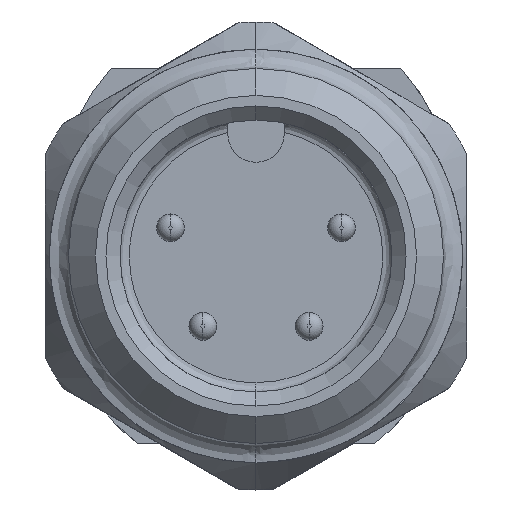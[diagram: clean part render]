
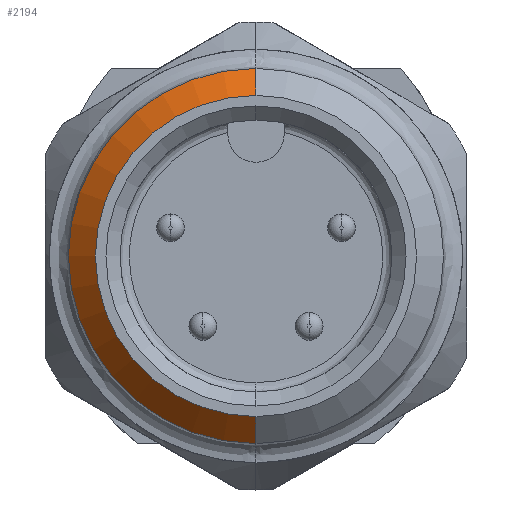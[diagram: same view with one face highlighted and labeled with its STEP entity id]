
A CAD part, left-side view. The second image highlights one B-rep face of the part: STEP entity #2194.
In plain terms, the highlighted conical face has half-angle 45 degrees and reference radius 4 mm.
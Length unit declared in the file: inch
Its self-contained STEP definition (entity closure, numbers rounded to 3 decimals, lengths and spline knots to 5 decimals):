
#81 = ORIENTED_EDGE ( 'NONE', *, *, #867, .F. ) ;
#317 = CARTESIAN_POINT ( 'NONE',  ( 0.05171, 0., 0. ) ) ;
#396 = LINE ( 'NONE', #2661, #3819 ) ;
#436 = VECTOR ( 'NONE', #1794, 39.37008 ) ;
#838 = CIRCLE ( 'NONE', #2452, 0.15748 ) ;
#867 = EDGE_CURVE ( 'NONE', #1965, #2938, #838, .T. ) ;
#912 = DIRECTION ( 'NONE',  ( 1., 0., 0. ) ) ;
#940 = DIRECTION ( 'NONE',  ( 0., 0., -1. ) ) ;
#1000 = ORIENTED_EDGE ( 'NONE', *, *, #2161, .F. ) ;
#1089 = CARTESIAN_POINT ( 'NONE',  ( 0.05171, 0., -0.15748 ) ) ;
#1161 = CARTESIAN_POINT ( 'NONE',  ( 0.02756, 0., 0. ) ) ;
#1282 = CARTESIAN_POINT ( 'NONE',  ( 0.05171, 0., 0.15748 ) ) ;
#1374 = ORIENTED_EDGE ( 'NONE', *, *, #4716, .T. ) ;
#1794 = DIRECTION ( 'NONE',  ( 0.707, 0., 0.707 ) ) ;
#1832 = CARTESIAN_POINT ( 'NONE',  ( 0.02756, 0., 0.13333 ) ) ;
#1884 = CIRCLE ( 'NONE', #3122, 0.13333 ) ;
#1965 = VERTEX_POINT ( 'NONE', #1089 ) ;
#1991 = DIRECTION ( 'NONE',  ( 0., 0., -1. ) ) ;
#2136 = DIRECTION ( 'NONE',  ( 0., 0., 1. ) ) ;
#2161 = EDGE_CURVE ( 'NONE', #5598, #1965, #396, .T. ) ;
#2194 = ADVANCED_FACE ( 'NONE', ( #2393 ), #5245, .T. ) ;
#2311 = VERTEX_POINT ( 'NONE', #1832 ) ;
#2393 = FACE_OUTER_BOUND ( 'NONE', #3311, .T. ) ;
#2452 = AXIS2_PLACEMENT_3D ( 'NONE', #317, #912, #2136 ) ;
#2661 = CARTESIAN_POINT ( 'NONE',  ( 0.05171, 0., -0.15748 ) ) ;
#2938 = VERTEX_POINT ( 'NONE', #1282 ) ;
#3122 = AXIS2_PLACEMENT_3D ( 'NONE', #1161, #4305, #1991 ) ;
#3162 = CARTESIAN_POINT ( 'NONE',  ( 0.05171, 0., 0.15748 ) ) ;
#3166 = AXIS2_PLACEMENT_3D ( 'NONE', #3260, #3201, #940 ) ;
#3201 = DIRECTION ( 'NONE',  ( 1., 0., 0. ) ) ;
#3260 = CARTESIAN_POINT ( 'NONE',  ( 0.05171, 0., 0. ) ) ;
#3311 = EDGE_LOOP ( 'NONE', ( #1374, #3471, #81, #1000 ) ) ;
#3471 = ORIENTED_EDGE ( 'NONE', *, *, #4067, .T. ) ;
#3819 = VECTOR ( 'NONE', #4481, 39.37008 ) ;
#4067 = EDGE_CURVE ( 'NONE', #2311, #2938, #5878, .T. ) ;
#4305 = DIRECTION ( 'NONE',  ( 1., 0., 0. ) ) ;
#4481 = DIRECTION ( 'NONE',  ( 0.707, 0., -0.707 ) ) ;
#4716 = EDGE_CURVE ( 'NONE', #5598, #2311, #1884, .T. ) ;
#5245 = CONICAL_SURFACE ( 'NONE', #3166, 0.15748, 0.785 ) ;
#5598 = VERTEX_POINT ( 'NONE', #5855 ) ;
#5855 = CARTESIAN_POINT ( 'NONE',  ( 0.02756, 0., -0.13333 ) ) ;
#5878 = LINE ( 'NONE', #3162, #436 ) ;
